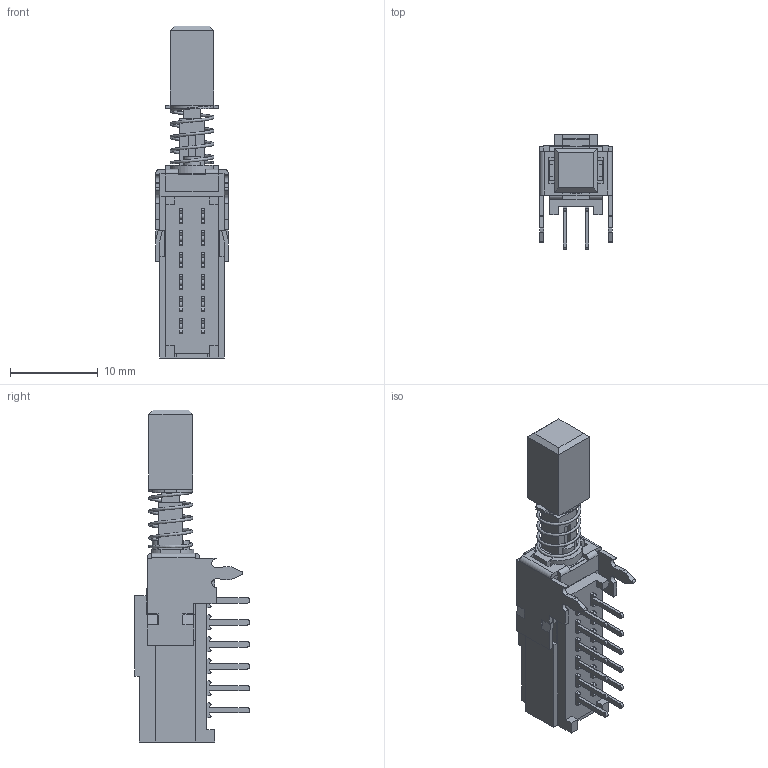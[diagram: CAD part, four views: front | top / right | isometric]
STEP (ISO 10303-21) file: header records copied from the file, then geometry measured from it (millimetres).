
FILE_DESCRIPTION(/* description */ (''),/* implementation_level */ '2;1');
FILE_NAME(/* name */ 'PBH4UxxKZXNAG1Sxxx.stp',/* time_stamp */ '2025-05-28T10:14:27-05:00',/* author */ ('mroman'),/* organization */ (''),/* preprocessor_version */ 'ST-DEVELOPER v18.1',/* originating_system */ 'Autodesk Inventor 2022',/* authorisation */ '');
FILE_SCHEMA (('AUTOMOTIVE_DESIGN { 1 0 10303 214 3 1 1 }'));
Length unit declared in the file: centimetre
Products named in the file (1): PBH4UxxKZXNAG1Sxxx
Bounding box: 8.3 x 13.15 x 37.75 mm (x, y, z)
Volume: 968.8 mm3; surface area: 2247.9 mm2
Topology: 1 solids, 1 shells, 551 faces, 1604 edges, 1037 vertices
Faces by surface type: plane 467, cylinder 78, bspline 6
Entity records: 19436 total; most frequent: CARTESIAN_POINT 4753, ORIENTED_EDGE 3206, DIRECTION 2817, EDGE_CURVE 1603, LINE 1419, VECTOR 1419, VERTEX_POINT 1037, AXIS2_PLACEMENT_3D 699
